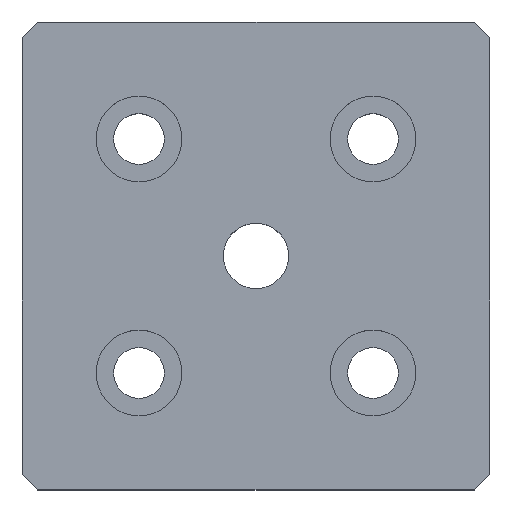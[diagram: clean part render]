
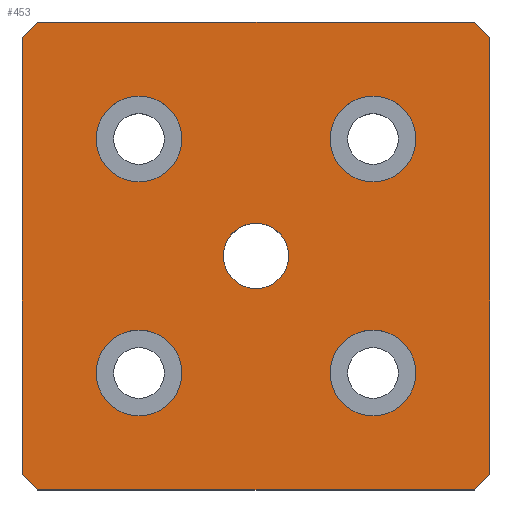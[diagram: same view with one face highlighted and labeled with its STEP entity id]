
A CAD part, top view. The second image highlights one B-rep face of the part: STEP entity #453.
In plain terms, the highlighted planar face has unit normal (0, 0, 1).
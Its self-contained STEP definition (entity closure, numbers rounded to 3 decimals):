
#122=CARTESIAN_POINT('',(-9.5,-15.0,10.0));
#123=VERTEX_POINT('',#122);
#124=CARTESIAN_POINT('',(-15.,-15.0,10.0));
#125=DIRECTION('',(0.0,0.0,-1.0));
#126=DIRECTION('',(1.0,0.0,0.0));
#127=AXIS2_PLACEMENT_3D('',#124,#125,#126);
#128=CIRCLE('',#127,5.5);
#129=EDGE_CURVE('',#123,#123,#128,.T.);
#232=CARTESIAN_POINT('',(20.5,-15.0,10.0));
#233=VERTEX_POINT('',#232);
#234=CARTESIAN_POINT('',(15.0,-15.0,10.0));
#235=DIRECTION('',(0.0,0.0,-1.0));
#236=DIRECTION('',(1.0,0.0,0.0));
#237=AXIS2_PLACEMENT_3D('',#234,#235,#236);
#238=CIRCLE('',#237,5.5);
#239=EDGE_CURVE('',#233,#233,#238,.T.);
#293=CARTESIAN_POINT('',(30.,-28.0,10.0));
#294=VERTEX_POINT('',#293);
#295=CARTESIAN_POINT('',(28.0,-30.0,10.0));
#296=VERTEX_POINT('',#295);
#297=CARTESIAN_POINT('',(30.0,-28.,10.0));
#298=DIRECTION('',(-0.707,-0.707,0.0));
#299=VECTOR('',#298,2.828);
#300=LINE('',#297,#299);
#301=EDGE_CURVE('',#294,#296,#300,.T.);
#334=CARTESIAN_POINT('',(-28.,-30.0,10.0));
#335=VERTEX_POINT('',#334);
#336=CARTESIAN_POINT('',(28.,-30.0,10.0));
#337=DIRECTION('',(-1.0,0.0,0.0));
#338=VECTOR('',#337,56.);
#339=LINE('',#336,#338);
#340=EDGE_CURVE('',#296,#335,#339,.T.);
#359=CARTESIAN_POINT('',(0.,0.,10.0));
#360=DIRECTION('',(0.0,0.0,1.0));
#361=DIRECTION('',(1.0,0.0,0.0));
#362=AXIS2_PLACEMENT_3D('',#359,#360,#361);
#363=PLANE('',#362);
#364=ORIENTED_EDGE('',*,*,#301,.F.);
#365=CARTESIAN_POINT('',(30.,28.,10.0));
#366=VERTEX_POINT('',#365);
#367=CARTESIAN_POINT('',(30.,28.,10.0));
#368=DIRECTION('',(0.0,-1.0,0.0));
#369=VECTOR('',#368,56.);
#370=LINE('',#367,#369);
#371=EDGE_CURVE('',#366,#294,#370,.T.);
#372=ORIENTED_EDGE('',*,*,#371,.F.);
#373=CARTESIAN_POINT('',(28.0,30.,10.0));
#374=VERTEX_POINT('',#373);
#375=CARTESIAN_POINT('',(28.0,30.,10.0));
#376=DIRECTION('',(0.707,-0.707,0.0));
#377=VECTOR('',#376,2.828);
#378=LINE('',#375,#377);
#379=EDGE_CURVE('',#374,#366,#378,.T.);
#380=ORIENTED_EDGE('',*,*,#379,.F.);
#381=CARTESIAN_POINT('',(-28.,30.,10.0));
#382=VERTEX_POINT('',#381);
#383=CARTESIAN_POINT('',(-28.,30.,10.0));
#384=DIRECTION('',(1.0,0.0,0.0));
#385=VECTOR('',#384,56.);
#386=LINE('',#383,#385);
#387=EDGE_CURVE('',#382,#374,#386,.T.);
#388=ORIENTED_EDGE('',*,*,#387,.F.);
#389=CARTESIAN_POINT('',(-30.,28.,10.0));
#390=VERTEX_POINT('',#389);
#391=CARTESIAN_POINT('',(-30.,28.,10.0));
#392=DIRECTION('',(0.707,0.707,0.0));
#393=VECTOR('',#392,2.828);
#394=LINE('',#391,#393);
#395=EDGE_CURVE('',#390,#382,#394,.T.);
#396=ORIENTED_EDGE('',*,*,#395,.F.);
#397=CARTESIAN_POINT('',(-30.,-28.0,10.0));
#398=VERTEX_POINT('',#397);
#399=CARTESIAN_POINT('',(-30.,-28.,10.0));
#400=DIRECTION('',(0.0,1.0,0.0));
#401=VECTOR('',#400,56.);
#402=LINE('',#399,#401);
#403=EDGE_CURVE('',#398,#390,#402,.T.);
#404=ORIENTED_EDGE('',*,*,#403,.F.);
#405=CARTESIAN_POINT('',(-28.,-30.,10.0));
#406=DIRECTION('',(-0.707,0.707,0.0));
#407=VECTOR('',#406,2.828);
#408=LINE('',#405,#407);
#409=EDGE_CURVE('',#335,#398,#408,.T.);
#410=ORIENTED_EDGE('',*,*,#409,.F.);
#411=ORIENTED_EDGE('',*,*,#340,.F.);
#412=EDGE_LOOP('',(#364,#372,#380,#388,#396,#404,#410,#411));
#413=FACE_OUTER_BOUND('',#412,.T.);
#414=ORIENTED_EDGE('',*,*,#129,.T.);
#415=EDGE_LOOP('',(#414));
#416=FACE_BOUND('',#415,.T.);
#417=ORIENTED_EDGE('',*,*,#239,.T.);
#418=EDGE_LOOP('',(#417));
#419=FACE_BOUND('',#418,.T.);
#420=CARTESIAN_POINT('',(20.5,15.0,10.0));
#421=VERTEX_POINT('',#420);
#422=CARTESIAN_POINT('',(15.,15.0,10.0));
#423=DIRECTION('',(0.0,0.0,-1.0));
#424=DIRECTION('',(1.0,0.0,0.0));
#425=AXIS2_PLACEMENT_3D('',#422,#423,#424);
#426=CIRCLE('',#425,5.5);
#427=EDGE_CURVE('',#421,#421,#426,.T.);
#428=ORIENTED_EDGE('',*,*,#427,.T.);
#429=EDGE_LOOP('',(#428));
#430=FACE_BOUND('',#429,.T.);
#431=CARTESIAN_POINT('',(-9.5,15.,10.0));
#432=VERTEX_POINT('',#431);
#433=CARTESIAN_POINT('',(-15.,15.,10.0));
#434=DIRECTION('',(0.0,0.0,-1.0));
#435=DIRECTION('',(1.0,0.0,0.0));
#436=AXIS2_PLACEMENT_3D('',#433,#434,#435);
#437=CIRCLE('',#436,5.5);
#438=EDGE_CURVE('',#432,#432,#437,.T.);
#439=ORIENTED_EDGE('',*,*,#438,.T.);
#440=EDGE_LOOP('',(#439));
#441=FACE_BOUND('',#440,.T.);
#442=CARTESIAN_POINT('',(4.188,0.,10.0));
#443=VERTEX_POINT('',#442);
#444=CARTESIAN_POINT('',(0.,0.,10.0));
#445=DIRECTION('',(0.0,0.0,-1.0));
#446=DIRECTION('',(1.0,0.0,0.0));
#447=AXIS2_PLACEMENT_3D('',#444,#445,#446);
#448=CIRCLE('',#447,4.188);
#449=EDGE_CURVE('',#443,#443,#448,.T.);
#450=ORIENTED_EDGE('',*,*,#449,.T.);
#451=EDGE_LOOP('',(#450));
#452=FACE_BOUND('',#451,.T.);
#453=ADVANCED_FACE('',(#413,#416,#419,#430,#441,#452),#363,.T.);
